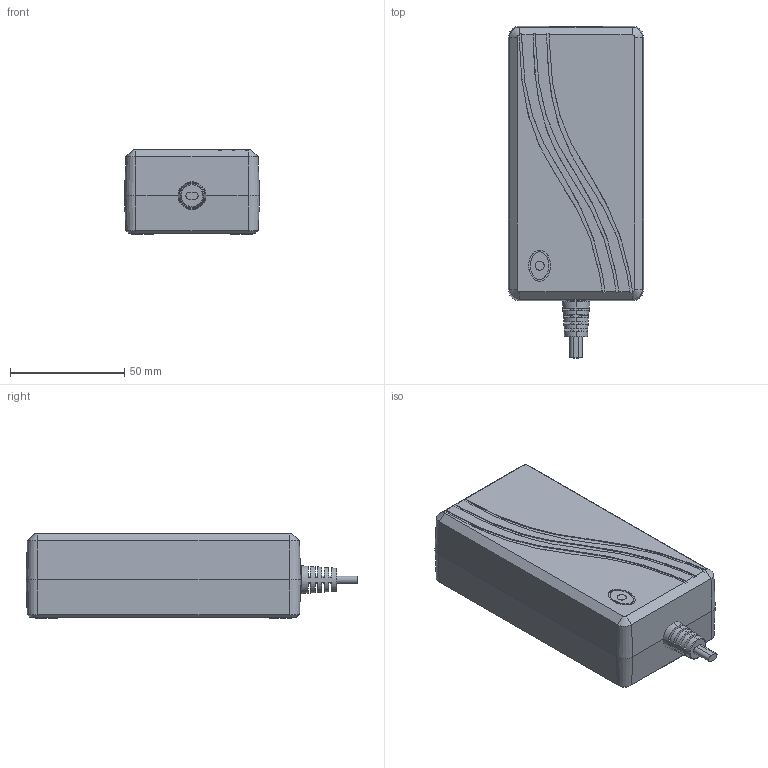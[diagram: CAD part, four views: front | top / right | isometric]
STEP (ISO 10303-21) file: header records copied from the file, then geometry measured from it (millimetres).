
FILE_DESCRIPTION (( 'STEP AP203' ), '1' );
FILE_NAME ('PD22.STEP', '2017-10-23T11:22:29', ( 'admin' ), ( 'Hewlett-Packard Company' ), 'SwSTEP 2.0', 'SolidWorks 2016', '' );
FILE_SCHEMA (( 'CONFIG_CONTROL_DESIGN' ));
Length unit declared in the file: millimetre
Products named in the file (1): PD22
Bounding box: 59 x 145 x 36.75 mm (x, y, z)
Volume: 249420.8 mm3; surface area: 28064.9 mm2
Topology: 1 solids, 1 shells, 232 faces, 602 edges, 388 vertices
Faces by surface type: plane 107, cylinder 72, cone 32, bspline 21
Entity records: 9660 total; most frequent: CARTESIAN_POINT 3974, ORIENTED_EDGE 1204, DIRECTION 1141, EDGE_CURVE 602, AXIS2_PLACEMENT_3D 426, VERTEX_POINT 388, LINE 289, VECTOR 289
